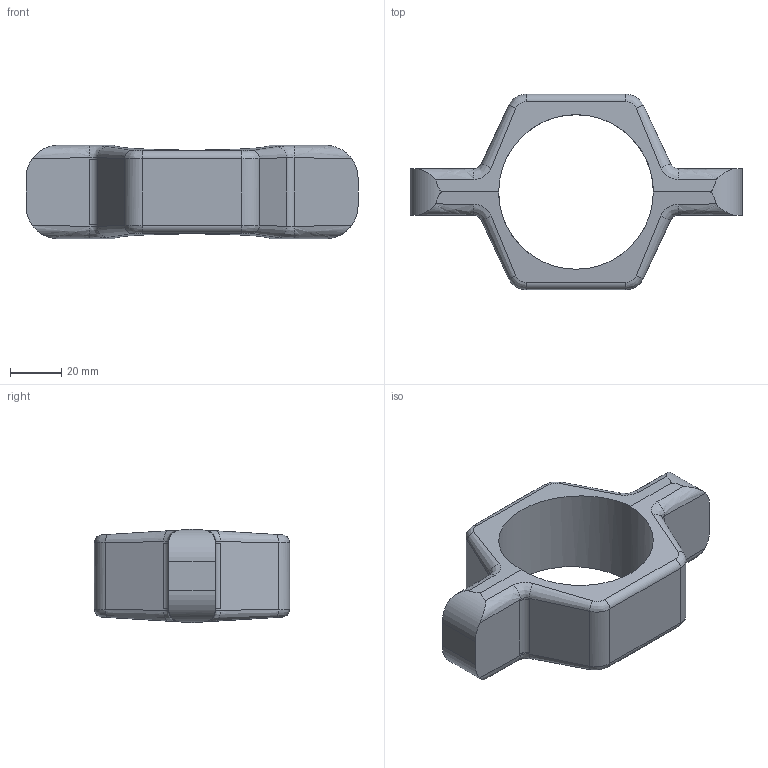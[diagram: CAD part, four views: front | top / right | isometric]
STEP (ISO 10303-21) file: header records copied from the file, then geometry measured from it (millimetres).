
FILE_DESCRIPTION (( 'STEP AP214' ), '1' );
FILE_NAME ('PHHW2.0P304AN.STEP', '2021-03-25T13:00:55', ( '' ), ( '' ), 'SwSTEP 2.0', 'SolidWorks 2013', '' );
FILE_SCHEMA (( 'AUTOMOTIVE_DESIGN' ));
Length unit declared in the file: millimetre
Products named in the file (1): PHHW2.0P304AN
Bounding box: 129.54 x 76.2 x 36.41 mm (x, y, z)
Volume: 101796.2 mm3; surface area: 23446.1 mm2
Topology: 1 solids, 1 shells, 73 faces, 185 edges, 112 vertices
Faces by surface type: bspline 32, cylinder 21, plane 20
Full cylindrical faces by diameter (mm): 60.325 x1
Entity records: 5059 total; most frequent: CARTESIAN_POINT 2746, ORIENTED_EDGE 368, DIRECTION 232, EDGE_CURVE 184, VERTEX_POINT 112, AXIS2_PLACEMENT_3D 90, UNCERTAINTY_MEASURE_WITH_UNIT 76, PRESENTATION_STYLE_ASSIGNMENT 75
